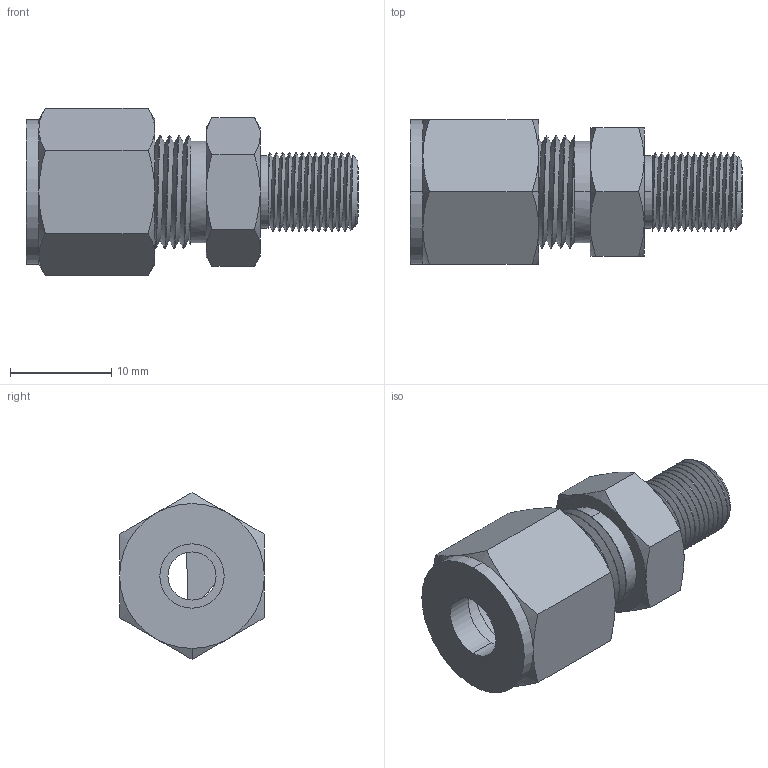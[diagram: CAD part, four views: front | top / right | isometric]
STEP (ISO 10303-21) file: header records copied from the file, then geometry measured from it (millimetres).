
FILE_DESCRIPTION (( 'STEP AP203' ), '1' );
FILE_NAME ('B000FN0MTG.3D.STEP', '2013-01-15T06:16:25', ( '' ), ( '' ), 'SwSTEP 2.0', 'SolidWorks 2010', '' );
FILE_SCHEMA (( 'CONFIG_CONTROL_DESIGN' ));
Length unit declared in the file: millimetre
Products named in the file (1): B000FN0MTG.3D
Bounding box: 32.77 x 14.29 x 16.5 mm (x, y, z)
Volume: 2643.8 mm3; surface area: 3202.9 mm2
Topology: 1 solids, 1 shells, 127 faces, 317 edges, 200 vertices
Faces by surface type: cylinder 64, cone 32, plane 27, bspline 4
Entity records: 30307 total; most frequent: CARTESIAN_POINT 27538, ORIENTED_EDGE 634, DIRECTION 481, EDGE_CURVE 317, VERTEX_POINT 200, AXIS2_PLACEMENT_3D 200, EDGE_LOOP 137, ADVANCED_FACE 127
